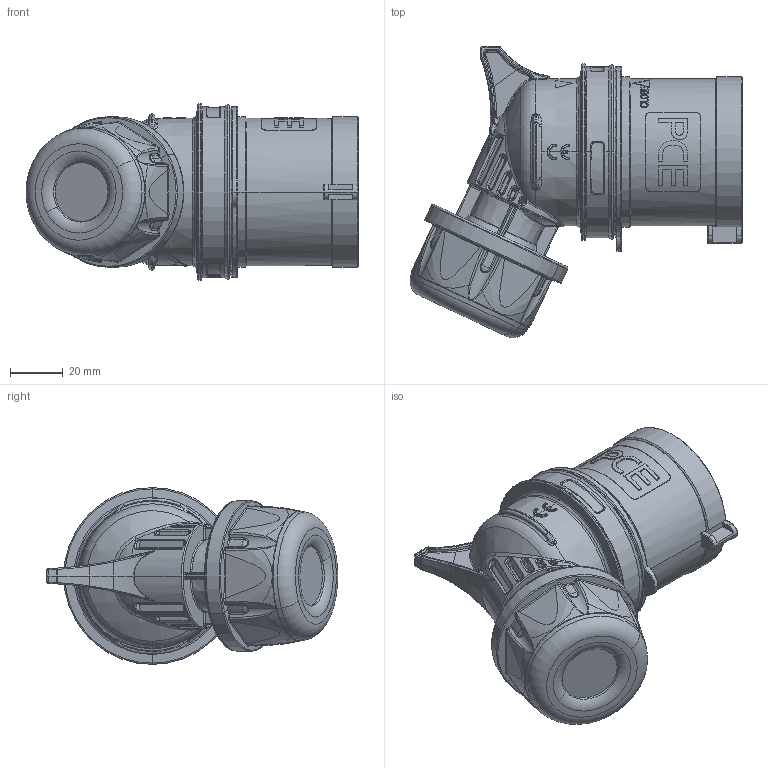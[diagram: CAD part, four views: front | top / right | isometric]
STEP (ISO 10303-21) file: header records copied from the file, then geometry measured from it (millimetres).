
FILE_DESCRIPTION (( 'STEP AP203' ), '1' );
FILE_NAME ('8024-6.STEP', '2023-02-28T07:31:21', ( '' ), ( '' ), 'SwSTEP 2.0', 'SolidWorks 2022', '' );
FILE_SCHEMA (( 'CONFIG_CONTROL_DESIGN' ));
Length unit declared in the file: millimetre
Products named in the file (1): 8024-6
Bounding box: 125.49 x 110.16 x 66.8 mm (x, y, z)
Volume: 223768 mm3; surface area: 46073.3 mm2
Topology: 1 solids, 1 shells, 1444 faces, 3557 edges, 2171 vertices
Faces by surface type: bspline 629, plane 350, cylinder 183, torus 134, cone 92, sphere 56
Entity records: 67466 total; most frequent: CARTESIAN_POINT 38223, ORIENTED_EDGE 7086, DIRECTION 4614, EDGE_CURVE 3543, VERTEX_POINT 2171, AXIS2_PLACEMENT_3D 1831, EDGE_LOOP 1514, B_SPLINE_CURVE_WITH_KNOTS 1504
